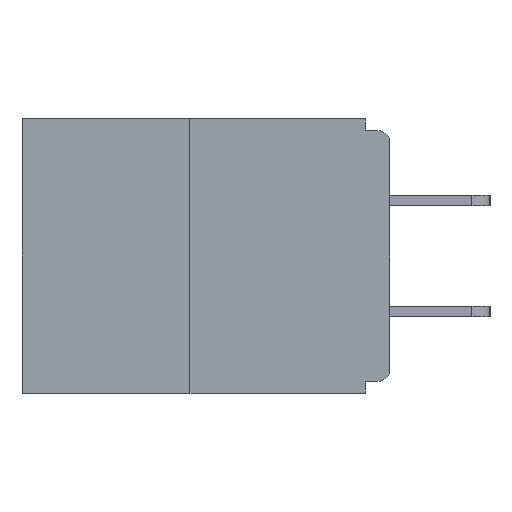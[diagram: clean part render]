
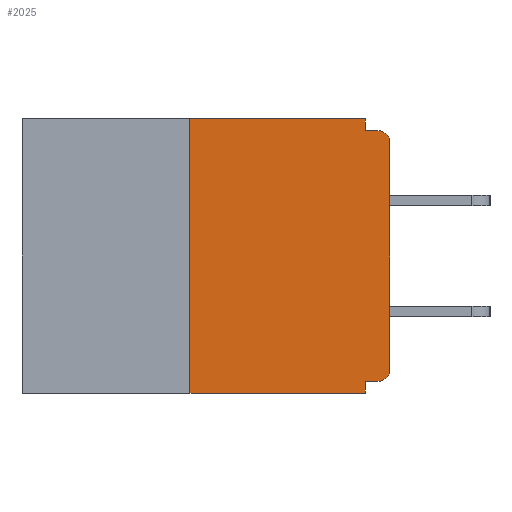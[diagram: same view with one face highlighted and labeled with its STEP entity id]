
A CAD part, left-side view. The second image highlights one B-rep face of the part: STEP entity #2025.
In plain terms, the highlighted planar face has unit normal (-1, 0, 0).
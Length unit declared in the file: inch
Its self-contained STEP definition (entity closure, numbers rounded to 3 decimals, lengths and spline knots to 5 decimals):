
#82 = CIRCLE ( 'NONE', #18008, 0.015 ) ;
#209 = VERTEX_POINT ( 'NONE', #4989 ) ;
#286 = CARTESIAN_POINT ( 'NONE',  ( 0., 0.015, -0.328 ) ) ;
#313 = LINE ( 'NONE', #17075, #4880 ) ;
#513 = VERTEX_POINT ( 'NONE', #3720 ) ;
#604 = DIRECTION ( 'NONE',  ( -1., 0., 0. ) ) ;
#672 = EDGE_CURVE ( 'NONE', #8628, #17999, #313, .T. ) ;
#852 = VECTOR ( 'NONE', #15524, 39.37008 ) ;
#918 = CARTESIAN_POINT ( 'NONE',  ( 0., 0.031, -0.343 ) ) ;
#1996 = DIRECTION ( 'NONE',  ( 0., -1., 0. ) ) ;
#2025 = ADVANCED_FACE ( 'NONE', ( #12569 ), #12773, .F. ) ;
#2033 = DIRECTION ( 'NONE',  ( 0., 0., -1. ) ) ;
#2210 = LINE ( 'NONE', #11223, #4422 ) ;
#2566 = EDGE_CURVE ( 'NONE', #15004, #8744, #14079, .T. ) ;
#2940 = DIRECTION ( 'NONE',  ( 0., 0., 1. ) ) ;
#3000 = EDGE_CURVE ( 'NONE', #3416, #8628, #82, .T. ) ;
#3416 = VERTEX_POINT ( 'NONE', #286 ) ;
#3445 = ORIENTED_EDGE ( 'NONE', *, *, #3635, .F. ) ;
#3635 = EDGE_CURVE ( 'NONE', #8783, #209, #8808, .T. ) ;
#3709 = VECTOR ( 'NONE', #19624, 39.37008 ) ;
#3720 = CARTESIAN_POINT ( 'NONE',  ( 0., 0.031, 0. ) ) ;
#4033 = LINE ( 'NONE', #918, #14986 ) ;
#4202 = VERTEX_POINT ( 'NONE', #17278 ) ;
#4236 = ORIENTED_EDGE ( 'NONE', *, *, #18650, .T. ) ;
#4422 = VECTOR ( 'NONE', #1996, 39.37008 ) ;
#4430 = LINE ( 'NONE', #8945, #7659 ) ;
#4494 = EDGE_CURVE ( 'NONE', #3416, #4202, #4430, .T. ) ;
#4506 = ORIENTED_EDGE ( 'NONE', *, *, #2566, .F. ) ;
#4880 = VECTOR ( 'NONE', #2940, 39.37008 ) ;
#4989 = CARTESIAN_POINT ( 'NONE',  ( 0., 0.25, 0. ) ) ;
#5103 = AXIS2_PLACEMENT_3D ( 'NONE', #17684, #9755, #6763 ) ;
#5298 = EDGE_LOOP ( 'NONE', ( #12496, #3445, #4236, #15226, #6674, #10282, #19648, #11287, #4506, #18201 ) ) ;
#5919 = DIRECTION ( 'NONE',  ( 0., 1., 0. ) ) ;
#6129 = CARTESIAN_POINT ( 'NONE',  ( 0., 0.25, -0.343 ) ) ;
#6674 = ORIENTED_EDGE ( 'NONE', *, *, #4494, .F. ) ;
#6737 = DIRECTION ( 'NONE',  ( 0., 0., -1. ) ) ;
#6763 = DIRECTION ( 'NONE',  ( 0., 0., -1. ) ) ;
#7043 = DIRECTION ( 'NONE',  ( 0., 0., -1. ) ) ;
#7462 = CARTESIAN_POINT ( 'NONE',  ( 0., 0., -0.03 ) ) ;
#7549 = EDGE_CURVE ( 'NONE', #513, #15004, #18684, .T. ) ;
#7659 = VECTOR ( 'NONE', #5919, 39.37008 ) ;
#8433 = AXIS2_PLACEMENT_3D ( 'NONE', #17010, #11169, #2033 ) ;
#8628 = VERTEX_POINT ( 'NONE', #16362 ) ;
#8744 = VERTEX_POINT ( 'NONE', #13534 ) ;
#8783 = VERTEX_POINT ( 'NONE', #6129 ) ;
#8808 = LINE ( 'NONE', #13407, #18136 ) ;
#8945 = CARTESIAN_POINT ( 'NONE',  ( 0., 0., -0.328 ) ) ;
#9755 = DIRECTION ( 'NONE',  ( -1., 0., 0. ) ) ;
#9994 = EDGE_CURVE ( 'NONE', #4202, #15448, #4033, .T. ) ;
#10282 = ORIENTED_EDGE ( 'NONE', *, *, #3000, .T. ) ;
#10610 = EDGE_CURVE ( 'NONE', #209, #513, #18547, .T. ) ;
#10805 = CARTESIAN_POINT ( 'NONE',  ( 0., 0.46, 0. ) ) ;
#11048 = CARTESIAN_POINT ( 'NONE',  ( 0., 0.031, 0. ) ) ;
#11059 = DIRECTION ( 'NONE',  ( 0., -1., 0. ) ) ;
#11169 = DIRECTION ( 'NONE',  ( 1., 0., 0. ) ) ;
#11223 = CARTESIAN_POINT ( 'NONE',  ( 0., 0.46, -0.343 ) ) ;
#11287 = ORIENTED_EDGE ( 'NONE', *, *, #12996, .T. ) ;
#11506 = CIRCLE ( 'NONE', #5103, 0.015 ) ;
#12392 = CARTESIAN_POINT ( 'NONE',  ( 0., 0.031, -0.015 ) ) ;
#12496 = ORIENTED_EDGE ( 'NONE', *, *, #10610, .F. ) ;
#12566 = CARTESIAN_POINT ( 'NONE',  ( 0., 0., -0.015 ) ) ;
#12569 = FACE_OUTER_BOUND ( 'NONE', #5298, .T. ) ;
#12773 = PLANE ( 'NONE',  #8433 ) ;
#12996 = EDGE_CURVE ( 'NONE', #17999, #8744, #11506, .T. ) ;
#13407 = CARTESIAN_POINT ( 'NONE',  ( 0., 0.25, 0. ) ) ;
#13534 = CARTESIAN_POINT ( 'NONE',  ( 0., 0.015, -0.015 ) ) ;
#14079 = LINE ( 'NONE', #12566, #19734 ) ;
#14986 = VECTOR ( 'NONE', #7043, 39.37008 ) ;
#15004 = VERTEX_POINT ( 'NONE', #12392 ) ;
#15226 = ORIENTED_EDGE ( 'NONE', *, *, #9994, .F. ) ;
#15448 = VERTEX_POINT ( 'NONE', #17267 ) ;
#15524 = DIRECTION ( 'NONE',  ( 0., -1., 0. ) ) ;
#15668 = CARTESIAN_POINT ( 'NONE',  ( 0., 0.015, -0.313 ) ) ;
#16362 = CARTESIAN_POINT ( 'NONE',  ( 0., 0., -0.313 ) ) ;
#17010 = CARTESIAN_POINT ( 'NONE',  ( 0., 0.46, 0. ) ) ;
#17075 = CARTESIAN_POINT ( 'NONE',  ( 0., 0., 0. ) ) ;
#17267 = CARTESIAN_POINT ( 'NONE',  ( 0., 0.031, -0.343 ) ) ;
#17278 = CARTESIAN_POINT ( 'NONE',  ( 0., 0.031, -0.328 ) ) ;
#17684 = CARTESIAN_POINT ( 'NONE',  ( 0., 0.015, -0.03 ) ) ;
#17999 = VERTEX_POINT ( 'NONE', #7462 ) ;
#18008 = AXIS2_PLACEMENT_3D ( 'NONE', #15668, #604, #6737 ) ;
#18136 = VECTOR ( 'NONE', #18332, 39.37008 ) ;
#18201 = ORIENTED_EDGE ( 'NONE', *, *, #7549, .F. ) ;
#18332 = DIRECTION ( 'NONE',  ( 0., 0., 1. ) ) ;
#18547 = LINE ( 'NONE', #10805, #852 ) ;
#18650 = EDGE_CURVE ( 'NONE', #8783, #15448, #2210, .T. ) ;
#18684 = LINE ( 'NONE', #11048, #3709 ) ;
#19624 = DIRECTION ( 'NONE',  ( 0., 0., -1. ) ) ;
#19648 = ORIENTED_EDGE ( 'NONE', *, *, #672, .T. ) ;
#19734 = VECTOR ( 'NONE', #11059, 39.37008 ) ;
